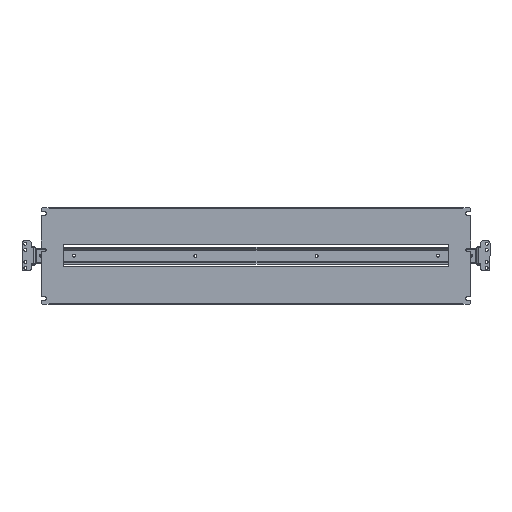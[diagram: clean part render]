
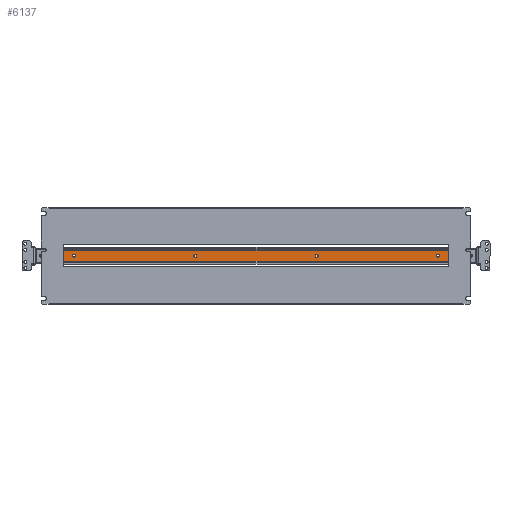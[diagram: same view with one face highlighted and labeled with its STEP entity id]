
A CAD part, top view. The second image highlights one B-rep face of the part: STEP entity #6137.
In plain terms, the highlighted planar face has unit normal (0, 0, 1).
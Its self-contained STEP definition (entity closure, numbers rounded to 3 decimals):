
#9 = DIRECTION ( 'NONE',  ( -1., 0., 0. ) ) ;
#97 = EDGE_CURVE ( 'NONE', #18712, #21372, #23883, .T. ) ;
#541 = CARTESIAN_POINT ( 'NONE',  ( 375., 3.6, -61.3 ) ) ;
#1408 = VECTOR ( 'NONE', #12311, 1000. ) ;
#1576 = CARTESIAN_POINT ( 'NONE',  ( 125., 0.5, -61.3 ) ) ;
#1596 = ORIENTED_EDGE ( 'NONE', *, *, #16730, .F. ) ;
#2235 = EDGE_CURVE ( 'NONE', #8618, #12951, #14855, .T. ) ;
#2726 = DIRECTION ( 'NONE',  ( 0., 0., 1. ) ) ;
#4198 = FACE_OUTER_BOUND ( 'NONE', #17786, .T. ) ;
#4441 = CARTESIAN_POINT ( 'NONE',  ( 375., 0.5, -61.3 ) ) ;
#4457 = AXIS2_PLACEMENT_3D ( 'NONE', #13811, #27297, #20523 ) ;
#4659 = CIRCLE ( 'NONE', #20848, 3.1 ) ;
#4948 = AXIS2_PLACEMENT_3D ( 'NONE', #26209, #14522, #8075 ) ;
#5890 = CIRCLE ( 'NONE', #21680, 3.1 ) ;
#6108 = CARTESIAN_POINT ( 'NONE',  ( 425., -11.2, -61.3 ) ) ;
#6137 = ADVANCED_FACE ( 'NONE', ( #26304, #16270, #4198, #6669, #20244 ), #18245, .F. ) ;
#6505 = ORIENTED_EDGE ( 'NONE', *, *, #9643, .F. ) ;
#6669 = FACE_BOUND ( 'NONE', #25181, .T. ) ;
#6726 = DIRECTION ( 'NONE',  ( 0., -1., 0. ) ) ;
#6824 = DIRECTION ( 'NONE',  ( 0., 0., 1. ) ) ;
#6871 = CARTESIAN_POINT ( 'NONE',  ( -125., 0.5, -61.3 ) ) ;
#6954 = DIRECTION ( 'NONE',  ( 0., -1., 0. ) ) ;
#7422 = DIRECTION ( 'NONE',  ( 0., -1., 0. ) ) ;
#7674 = AXIS2_PLACEMENT_3D ( 'NONE', #25254, #2726, #18617 ) ;
#7796 = EDGE_CURVE ( 'NONE', #21445, #21586, #5890, .T. ) ;
#7854 = CIRCLE ( 'NONE', #7674, 3.1 ) ;
#8075 = DIRECTION ( 'NONE',  ( 0., -1., 0. ) ) ;
#8618 = VERTEX_POINT ( 'NONE', #18356 ) ;
#8712 = DIRECTION ( 'NONE',  ( 0., 0., 1. ) ) ;
#9279 = DIRECTION ( 'NONE',  ( 0., -1., 0. ) ) ;
#9408 = EDGE_CURVE ( 'NONE', #12894, #13313, #14827, .T. ) ;
#9643 = EDGE_CURVE ( 'NONE', #8618, #25868, #12689, .T. ) ;
#10585 = ORIENTED_EDGE ( 'NONE', *, *, #26529, .F. ) ;
#11489 = CIRCLE ( 'NONE', #4457, 3.1 ) ;
#12020 = CARTESIAN_POINT ( 'NONE',  ( 425., -11.2, -61.3 ) ) ;
#12275 = VERTEX_POINT ( 'NONE', #25589 ) ;
#12311 = DIRECTION ( 'NONE',  ( -1., 0., 0. ) ) ;
#12378 = VERTEX_POINT ( 'NONE', #28564 ) ;
#12689 = LINE ( 'NONE', #21279, #26613 ) ;
#12894 = VERTEX_POINT ( 'NONE', #16492 ) ;
#12951 = VERTEX_POINT ( 'NONE', #16808 ) ;
#13110 = ORIENTED_EDGE ( 'NONE', *, *, #20736, .F. ) ;
#13313 = VERTEX_POINT ( 'NONE', #541 ) ;
#13811 = CARTESIAN_POINT ( 'NONE',  ( -125., 0.5, -61.3 ) ) ;
#14310 = ORIENTED_EDGE ( 'NONE', *, *, #7796, .F. ) ;
#14522 = DIRECTION ( 'NONE',  ( 0., 0., 1. ) ) ;
#14536 = EDGE_LOOP ( 'NONE', ( #21752, #21213 ) ) ;
#14627 = EDGE_CURVE ( 'NONE', #12378, #12275, #4659, .T. ) ;
#14827 = CIRCLE ( 'NONE', #27136, 3.1 ) ;
#14855 = LINE ( 'NONE', #16016, #24544 ) ;
#14966 = DIRECTION ( 'NONE',  ( 0., -1., 0. ) ) ;
#15899 = CIRCLE ( 'NONE', #4948, 3.1 ) ;
#16016 = CARTESIAN_POINT ( 'NONE',  ( 425., 12.2, -61.3 ) ) ;
#16270 = FACE_BOUND ( 'NONE', #20518, .T. ) ;
#16396 = ORIENTED_EDGE ( 'NONE', *, *, #97, .F. ) ;
#16492 = CARTESIAN_POINT ( 'NONE',  ( 375., -2.6, -61.3 ) ) ;
#16694 = LINE ( 'NONE', #12020, #1408 ) ;
#16730 = EDGE_CURVE ( 'NONE', #21372, #18712, #7854, .T. ) ;
#16808 = CARTESIAN_POINT ( 'NONE',  ( -425., 12.2, -61.3 ) ) ;
#16848 = DIRECTION ( 'NONE',  ( 0., 1., 0. ) ) ;
#17167 = DIRECTION ( 'NONE',  ( 0., -1., 0. ) ) ;
#17786 = EDGE_LOOP ( 'NONE', ( #24026, #29221, #6505, #24514 ) ) ;
#17929 = DIRECTION ( 'NONE',  ( 0., -1., 0. ) ) ;
#18245 = PLANE ( 'NONE',  #21640 ) ;
#18356 = CARTESIAN_POINT ( 'NONE',  ( 425., 12.2, -61.3 ) ) ;
#18435 = CARTESIAN_POINT ( 'NONE',  ( 125., 3.6, -61.3 ) ) ;
#18617 = DIRECTION ( 'NONE',  ( 0., -1., 0. ) ) ;
#18688 = EDGE_LOOP ( 'NONE', ( #26469, #10585 ) ) ;
#18712 = VERTEX_POINT ( 'NONE', #18435 ) ;
#18814 = EDGE_CURVE ( 'NONE', #25868, #21683, #16694, .T. ) ;
#19896 = DIRECTION ( 'NONE',  ( 0., 0., 1. ) ) ;
#20244 = FACE_BOUND ( 'NONE', #18688, .T. ) ;
#20518 = EDGE_LOOP ( 'NONE', ( #14310, #13110 ) ) ;
#20523 = DIRECTION ( 'NONE',  ( 0., -1., 0. ) ) ;
#20657 = CARTESIAN_POINT ( 'NONE',  ( -425., -11.2, -61.3 ) ) ;
#20731 = CARTESIAN_POINT ( 'NONE',  ( -375., 0.5, -61.3 ) ) ;
#20736 = EDGE_CURVE ( 'NONE', #21586, #21445, #23445, .T. ) ;
#20848 = AXIS2_PLACEMENT_3D ( 'NONE', #6871, #27419, #9279 ) ;
#21213 = ORIENTED_EDGE ( 'NONE', *, *, #14627, .F. ) ;
#21279 = CARTESIAN_POINT ( 'NONE',  ( 425., -13., -61.3 ) ) ;
#21372 = VERTEX_POINT ( 'NONE', #28623 ) ;
#21445 = VERTEX_POINT ( 'NONE', #29132 ) ;
#21586 = VERTEX_POINT ( 'NONE', #27319 ) ;
#21640 = AXIS2_PLACEMENT_3D ( 'NONE', #25183, #27470, #16848 ) ;
#21680 = AXIS2_PLACEMENT_3D ( 'NONE', #20731, #24926, #6954 ) ;
#21683 = VERTEX_POINT ( 'NONE', #20657 ) ;
#21752 = ORIENTED_EDGE ( 'NONE', *, *, #28553, .F. ) ;
#22541 = EDGE_CURVE ( 'NONE', #12951, #21683, #27780, .T. ) ;
#23445 = CIRCLE ( 'NONE', #25978, 3.1 ) ;
#23883 = CIRCLE ( 'NONE', #24836, 3.1 ) ;
#24026 = ORIENTED_EDGE ( 'NONE', *, *, #22541, .T. ) ;
#24514 = ORIENTED_EDGE ( 'NONE', *, *, #2235, .T. ) ;
#24544 = VECTOR ( 'NONE', #9, 1000. ) ;
#24765 = CARTESIAN_POINT ( 'NONE',  ( -375., 0.5, -61.3 ) ) ;
#24836 = AXIS2_PLACEMENT_3D ( 'NONE', #1576, #19896, #17167 ) ;
#24926 = DIRECTION ( 'NONE',  ( 0., 0., 1. ) ) ;
#25181 = EDGE_LOOP ( 'NONE', ( #1596, #16396 ) ) ;
#25183 = CARTESIAN_POINT ( 'NONE',  ( 425., -13., -61.3 ) ) ;
#25254 = CARTESIAN_POINT ( 'NONE',  ( 125., 0.5, -61.3 ) ) ;
#25589 = CARTESIAN_POINT ( 'NONE',  ( -125., -2.6, -61.3 ) ) ;
#25649 = VECTOR ( 'NONE', #14966, 1000. ) ;
#25868 = VERTEX_POINT ( 'NONE', #6108 ) ;
#25978 = AXIS2_PLACEMENT_3D ( 'NONE', #24765, #8712, #17929 ) ;
#26209 = CARTESIAN_POINT ( 'NONE',  ( 375., 0.5, -61.3 ) ) ;
#26304 = FACE_BOUND ( 'NONE', #14536, .T. ) ;
#26469 = ORIENTED_EDGE ( 'NONE', *, *, #9408, .F. ) ;
#26529 = EDGE_CURVE ( 'NONE', #13313, #12894, #15899, .T. ) ;
#26613 = VECTOR ( 'NONE', #7422, 1000. ) ;
#26663 = CARTESIAN_POINT ( 'NONE',  ( -425., -13., -61.3 ) ) ;
#27136 = AXIS2_PLACEMENT_3D ( 'NONE', #4441, #6824, #6726 ) ;
#27297 = DIRECTION ( 'NONE',  ( 0., 0., 1. ) ) ;
#27319 = CARTESIAN_POINT ( 'NONE',  ( -375., 3.6, -61.3 ) ) ;
#27419 = DIRECTION ( 'NONE',  ( 0., 0., 1. ) ) ;
#27470 = DIRECTION ( 'NONE',  ( 0., 0., -1. ) ) ;
#27780 = LINE ( 'NONE', #26663, #25649 ) ;
#28553 = EDGE_CURVE ( 'NONE', #12275, #12378, #11489, .T. ) ;
#28564 = CARTESIAN_POINT ( 'NONE',  ( -125., 3.6, -61.3 ) ) ;
#28623 = CARTESIAN_POINT ( 'NONE',  ( 125., -2.6, -61.3 ) ) ;
#29132 = CARTESIAN_POINT ( 'NONE',  ( -375., -2.6, -61.3 ) ) ;
#29221 = ORIENTED_EDGE ( 'NONE', *, *, #18814, .F. ) ;
